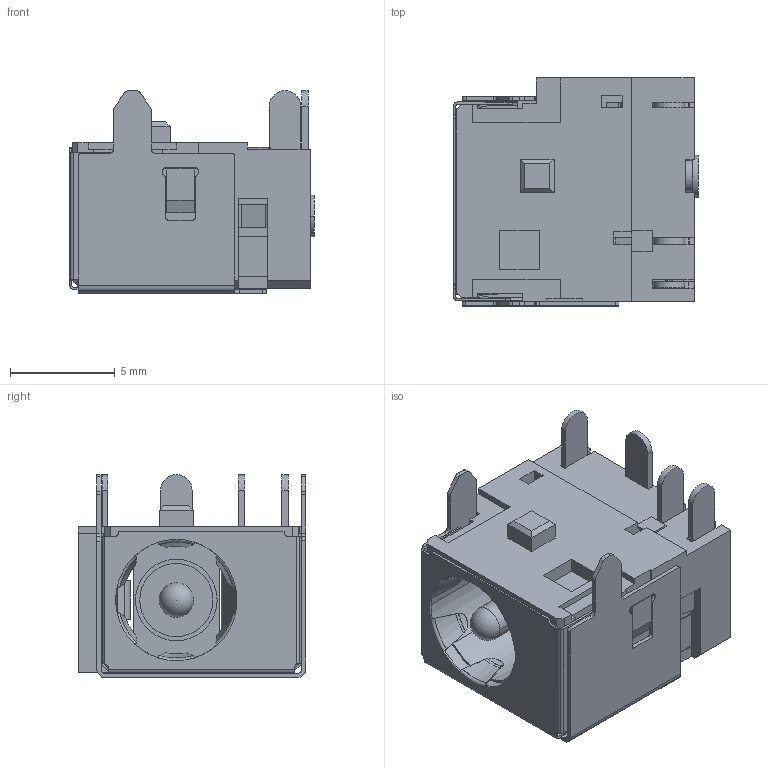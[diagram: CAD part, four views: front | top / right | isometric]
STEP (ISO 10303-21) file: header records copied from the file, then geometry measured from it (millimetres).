
FILE_DESCRIPTION (( 'STEP AP214' ), '1' );
FILE_NAME ('CUI_DEVICES_PJ-085H.step', '2019-10-20T23:38:23', ( '' ), ( '' ), 'SwSTEP 2.0', 'SolidWorks 2019', '' );
FILE_SCHEMA (( 'AUTOMOTIVE_DESIGN' ));
Length unit declared in the file: inch
Products named in the file (1): CUI_DEVICES_PJ-085H
Bounding box: 11.7 x 10.9 x 9.7 mm (x, y, z)
Volume: 594 mm3; surface area: 1549.1 mm2
Topology: 2 solids, 5 shells, 608 faces, 1709 edges, 1114 vertices
Faces by surface type: plane 378, cylinder 169, bspline 36, cone 18, sphere 5, torus 2
Entity records: 28718 total; most frequent: CARTESIAN_POINT 5486, ORIENTED_EDGE 3414, DIRECTION 2926, EDGE_CURVE 1707, LINE 1130, VECTOR 1130, VERTEX_POINT 1113, AXIS2_PLACEMENT_3D 898
